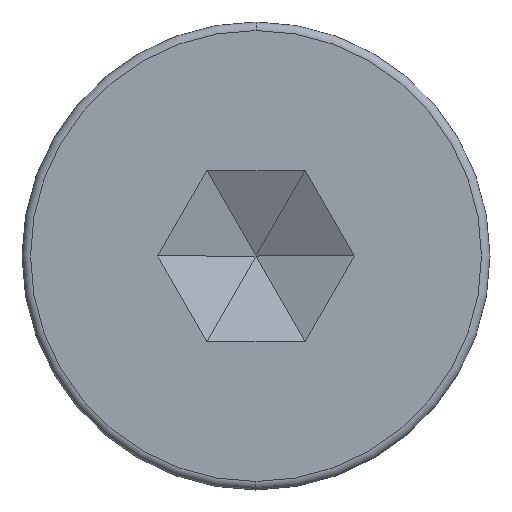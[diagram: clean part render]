
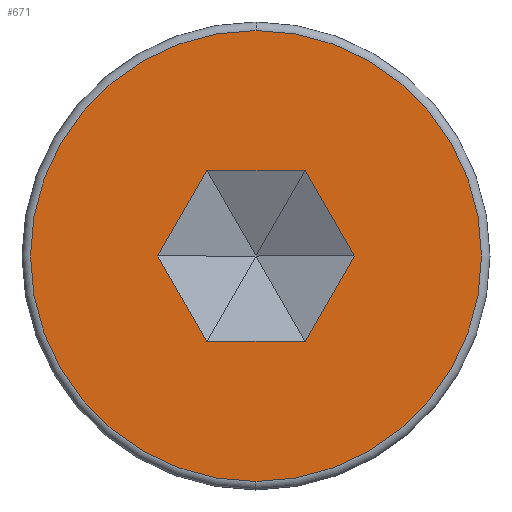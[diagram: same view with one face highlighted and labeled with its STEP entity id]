
A CAD part, left-side view. The second image highlights one B-rep face of the part: STEP entity #671.
In plain terms, the highlighted planar face has unit normal (-1, 0, 0).
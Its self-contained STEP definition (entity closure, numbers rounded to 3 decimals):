
#15 = EDGE_CURVE ( 'NONE', #141, #79, #459, .T. ) ;
#17 = ORIENTED_EDGE ( 'NONE', *, *, #497, .F. ) ;
#21 = DIRECTION ( 'NONE',  ( 0., 1., 0. ) ) ;
#33 = CARTESIAN_POINT ( 'NONE',  ( -6., 1.155, 0. ) ) ;
#34 = LINE ( 'NONE', #260, #53 ) ;
#44 = VECTOR ( 'NONE', #84, 1000. ) ;
#46 = VERTEX_POINT ( 'NONE', #347 ) ;
#53 = VECTOR ( 'NONE', #500, 1000. ) ;
#61 = CARTESIAN_POINT ( 'NONE',  ( -6., 0., 2.65 ) ) ;
#62 = LINE ( 'NONE', #295, #228 ) ;
#63 = AXIS2_PLACEMENT_3D ( 'NONE', #462, #694, #171 ) ;
#73 = LINE ( 'NONE', #313, #44 ) ;
#78 = DIRECTION ( 'NONE',  ( -1., 0., 0. ) ) ;
#79 = VERTEX_POINT ( 'NONE', #61 ) ;
#84 = DIRECTION ( 'NONE',  ( 0., 0.5, 0.866 ) ) ;
#100 = ORIENTED_EDGE ( 'NONE', *, *, #633, .F. ) ;
#105 = ORIENTED_EDGE ( 'NONE', *, *, #716, .F. ) ;
#122 = VECTOR ( 'NONE', #465, 1000. ) ;
#141 = VERTEX_POINT ( 'NONE', #476 ) ;
#171 = DIRECTION ( 'NONE',  ( 0., 0., -1. ) ) ;
#174 = CARTESIAN_POINT ( 'NONE',  ( -6., -0.577, -1. ) ) ;
#190 = CARTESIAN_POINT ( 'NONE',  ( -6., -1.155, 0. ) ) ;
#224 = CARTESIAN_POINT ( 'NONE',  ( -6., 0.577, -1. ) ) ;
#228 = VECTOR ( 'NONE', #417, 1000. ) ;
#256 = FACE_BOUND ( 'NONE', #306, .T. ) ;
#259 = VERTEX_POINT ( 'NONE', #503 ) ;
#260 = CARTESIAN_POINT ( 'NONE',  ( -6., 1.155, 0. ) ) ;
#261 = EDGE_CURVE ( 'NONE', #673, #259, #73, .T. ) ;
#266 = CARTESIAN_POINT ( 'NONE',  ( -6., 0.577, 1. ) ) ;
#276 = EDGE_CURVE ( 'NONE', #79, #141, #384, .T. ) ;
#295 = CARTESIAN_POINT ( 'NONE',  ( -6., 0.577, 1. ) ) ;
#304 = VECTOR ( 'NONE', #21, 1000. ) ;
#306 = EDGE_LOOP ( 'NONE', ( #478, #100, #105, #359, #549, #17 ) ) ;
#313 = CARTESIAN_POINT ( 'NONE',  ( -6., -1.155, 0. ) ) ;
#321 = EDGE_CURVE ( 'NONE', #662, #46, #34, .T. ) ;
#338 = VERTEX_POINT ( 'NONE', #266 ) ;
#347 = CARTESIAN_POINT ( 'NONE',  ( -6., 0.577, -1. ) ) ;
#359 = ORIENTED_EDGE ( 'NONE', *, *, #261, .F. ) ;
#364 = EDGE_LOOP ( 'NONE', ( #608, #684 ) ) ;
#373 = LINE ( 'NONE', #490, #304 ) ;
#377 = CARTESIAN_POINT ( 'NONE',  ( -6., 0., 0. ) ) ;
#384 = CIRCLE ( 'NONE', #420, 2.65 ) ;
#400 = LINE ( 'NONE', #224, #686 ) ;
#401 = VERTEX_POINT ( 'NONE', #575 ) ;
#417 = DIRECTION ( 'NONE',  ( 0., 0.5, -0.866 ) ) ;
#420 = AXIS2_PLACEMENT_3D ( 'NONE', #552, #78, #496 ) ;
#426 = DIRECTION ( 'NONE',  ( 1., 0., 0. ) ) ;
#428 = AXIS2_PLACEMENT_3D ( 'NONE', #377, #426, #432 ) ;
#432 = DIRECTION ( 'NONE',  ( 0., 1., 0. ) ) ;
#459 = CIRCLE ( 'NONE', #63, 2.65 ) ;
#460 = DIRECTION ( 'NONE',  ( 0., -1., 0. ) ) ;
#462 = CARTESIAN_POINT ( 'NONE',  ( -6., 0., 0. ) ) ;
#465 = DIRECTION ( 'NONE',  ( 0., -0.5, 0.866 ) ) ;
#476 = CARTESIAN_POINT ( 'NONE',  ( -6., 0., -2.65 ) ) ;
#478 = ORIENTED_EDGE ( 'NONE', *, *, #321, .F. ) ;
#490 = CARTESIAN_POINT ( 'NONE',  ( -6., -0.577, 1. ) ) ;
#496 = DIRECTION ( 'NONE',  ( 0., 0., -1. ) ) ;
#497 = EDGE_CURVE ( 'NONE', #46, #401, #400, .T. ) ;
#500 = DIRECTION ( 'NONE',  ( 0., -0.5, -0.866 ) ) ;
#503 = CARTESIAN_POINT ( 'NONE',  ( -6., -0.577, 1. ) ) ;
#547 = PLANE ( 'NONE',  #428 ) ;
#549 = ORIENTED_EDGE ( 'NONE', *, *, #558, .F. ) ;
#552 = CARTESIAN_POINT ( 'NONE',  ( -6., 0., 0. ) ) ;
#558 = EDGE_CURVE ( 'NONE', #401, #673, #648, .T. ) ;
#575 = CARTESIAN_POINT ( 'NONE',  ( -6., -0.577, -1. ) ) ;
#608 = ORIENTED_EDGE ( 'NONE', *, *, #276, .T. ) ;
#633 = EDGE_CURVE ( 'NONE', #338, #662, #62, .T. ) ;
#648 = LINE ( 'NONE', #174, #122 ) ;
#660 = FACE_OUTER_BOUND ( 'NONE', #364, .T. ) ;
#662 = VERTEX_POINT ( 'NONE', #33 ) ;
#671 = ADVANCED_FACE ( 'NONE', ( #660, #256 ), #547, .F. ) ;
#673 = VERTEX_POINT ( 'NONE', #190 ) ;
#684 = ORIENTED_EDGE ( 'NONE', *, *, #15, .T. ) ;
#686 = VECTOR ( 'NONE', #460, 1000. ) ;
#694 = DIRECTION ( 'NONE',  ( -1., 0., 0. ) ) ;
#716 = EDGE_CURVE ( 'NONE', #259, #338, #373, .T. ) ;
